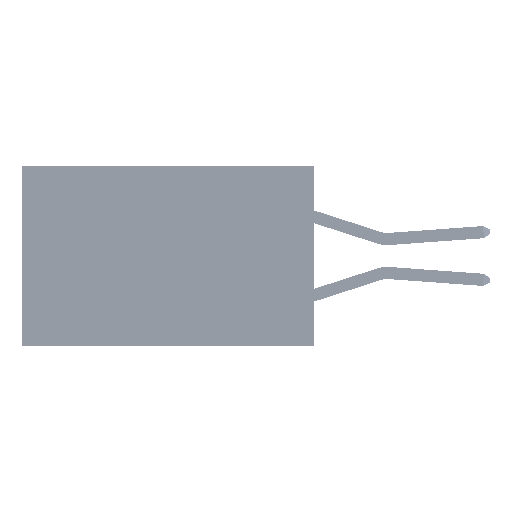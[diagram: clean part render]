
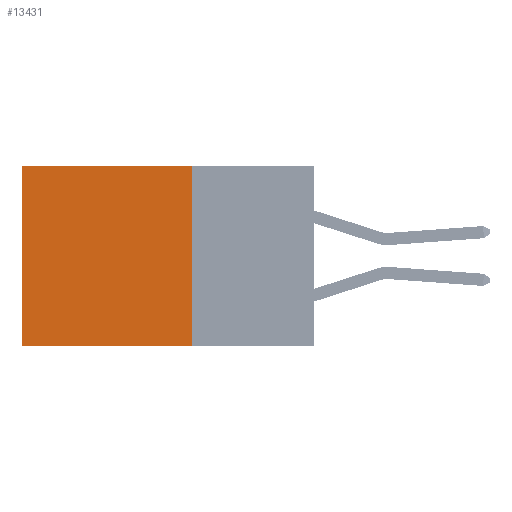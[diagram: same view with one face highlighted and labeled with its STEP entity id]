
A CAD part, left-side view. The second image highlights one B-rep face of the part: STEP entity #13431.
In plain terms, the highlighted planar face has unit normal (-1, 0, 0).
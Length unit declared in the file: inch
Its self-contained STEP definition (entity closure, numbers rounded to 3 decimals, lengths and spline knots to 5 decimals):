
#537 = CARTESIAN_POINT ( 'NONE',  ( 0.2875, 0.25, 0. ) ) ;
#2401 = CARTESIAN_POINT ( 'NONE',  ( 0.2875, 0.6, 0. ) ) ;
#2515 = CARTESIAN_POINT ( 'NONE',  ( 0.2875, 0.25, 0. ) ) ;
#3717 = LINE ( 'NONE', #537, #21218 ) ;
#3954 = VERTEX_POINT ( 'NONE', #40743 ) ;
#4057 = DIRECTION ( 'NONE',  ( 0., 1., 0. ) ) ;
#5177 = DIRECTION ( 'NONE',  ( 0., 1., 0. ) ) ;
#6029 = DIRECTION ( 'NONE',  ( 0., 0., -1. ) ) ;
#6636 = CARTESIAN_POINT ( 'NONE',  ( 0.2875, 0.25, 0. ) ) ;
#7324 = ORIENTED_EDGE ( 'NONE', *, *, #44790, .T. ) ;
#9363 = CARTESIAN_POINT ( 'NONE',  ( 0.2875, 0.25, 0. ) ) ;
#9988 = AXIS2_PLACEMENT_3D ( 'NONE', #6636, #31204, #10144 ) ;
#10042 = EDGE_LOOP ( 'NONE', ( #7324, #32370, #31617, #26302 ) ) ;
#10144 = DIRECTION ( 'NONE',  ( 0., 0., -1. ) ) ;
#11467 = LINE ( 'NONE', #2401, #20804 ) ;
#11906 = VERTEX_POINT ( 'NONE', #9363 ) ;
#13011 = LINE ( 'NONE', #29728, #21256 ) ;
#13431 = ADVANCED_FACE ( 'NONE', ( #40930 ), #24054, .F. ) ;
#19435 = CARTESIAN_POINT ( 'NONE',  ( 0.2875, 0.25, -0.37 ) ) ;
#19823 = DIRECTION ( 'NONE',  ( 0., 0., -1. ) ) ;
#20073 = EDGE_CURVE ( 'NONE', #37027, #3954, #13011, .T. ) ;
#20422 = CARTESIAN_POINT ( 'NONE',  ( 0.2875, 0.6, 0. ) ) ;
#20541 = EDGE_CURVE ( 'NONE', #11906, #34788, #3717, .T. ) ;
#20804 = VECTOR ( 'NONE', #19823, 39.37008 ) ;
#21218 = VECTOR ( 'NONE', #4057, 39.37008 ) ;
#21256 = VECTOR ( 'NONE', #5177, 39.37008 ) ;
#24054 = PLANE ( 'NONE',  #9988 ) ;
#26302 = ORIENTED_EDGE ( 'NONE', *, *, #20541, .T. ) ;
#29728 = CARTESIAN_POINT ( 'NONE',  ( 0.2875, 0.25, -0.37 ) ) ;
#31204 = DIRECTION ( 'NONE',  ( 1., 0., 0. ) ) ;
#31617 = ORIENTED_EDGE ( 'NONE', *, *, #36443, .F. ) ;
#32370 = ORIENTED_EDGE ( 'NONE', *, *, #20073, .F. ) ;
#32538 = VECTOR ( 'NONE', #6029, 39.37008 ) ;
#34788 = VERTEX_POINT ( 'NONE', #20422 ) ;
#36443 = EDGE_CURVE ( 'NONE', #11906, #37027, #42963, .T. ) ;
#37027 = VERTEX_POINT ( 'NONE', #19435 ) ;
#40743 = CARTESIAN_POINT ( 'NONE',  ( 0.2875, 0.6, -0.37 ) ) ;
#40930 = FACE_OUTER_BOUND ( 'NONE', #10042, .T. ) ;
#42963 = LINE ( 'NONE', #2515, #32538 ) ;
#44790 = EDGE_CURVE ( 'NONE', #34788, #3954, #11467, .T. ) ;
